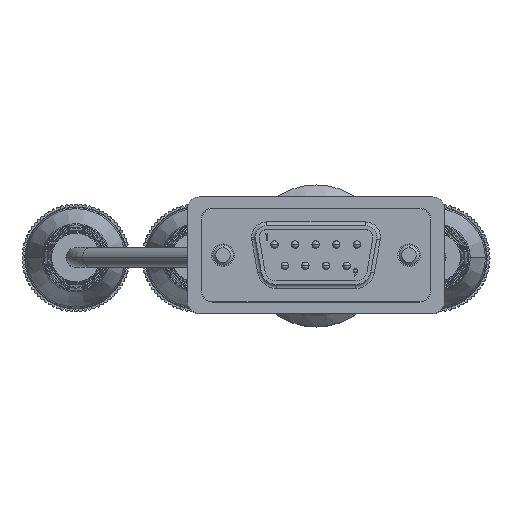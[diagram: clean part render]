
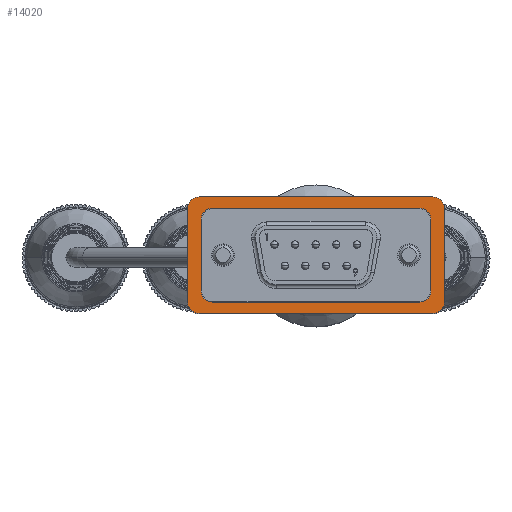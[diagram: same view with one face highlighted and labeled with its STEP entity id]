
A CAD part, top view. The second image highlights one B-rep face of the part: STEP entity #14020.
In plain terms, the highlighted face is planar.
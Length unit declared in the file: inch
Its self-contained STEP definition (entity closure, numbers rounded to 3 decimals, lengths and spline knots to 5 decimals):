
#2822 = DIRECTION ( 'NONE',  ( 1., 0., 0. ) ) ;
#13481 = VERTEX_POINT ( 'NONE', #35128 ) ;
#13483 = EDGE_CURVE ( 'NONE', #13481, #13498, #35127, .T. ) ;
#13498 = VERTEX_POINT ( 'NONE', #35157 ) ;
#13500 = EDGE_CURVE ( 'NONE', #13501, #13498, #35156, .T. ) ;
#13501 = VERTEX_POINT ( 'NONE', #35151 ) ;
#13546 = VERTEX_POINT ( 'NONE', #35258 ) ;
#13548 = EDGE_CURVE ( 'NONE', #13481, #13546, #35257, .T. ) ;
#13763 = VERTEX_POINT ( 'NONE', #35669 ) ;
#13779 = VERTEX_POINT ( 'NONE', #35704 ) ;
#13821 = EDGE_CURVE ( 'NONE', #13763, #13779, #35816, .T. ) ;
#13829 = EDGE_CURVE ( 'NONE', #13830, #13763, #35800, .T. ) ;
#13830 = VERTEX_POINT ( 'NONE', #35795 ) ;
#13836 = VERTEX_POINT ( 'NONE', #35848 ) ;
#13838 = EDGE_CURVE ( 'NONE', #13779, #13836, #35846, .T. ) ;
#13951 = EDGE_CURVE ( 'NONE', #13836, #13501, #36026, .T. ) ;
#14000 = EDGE_CURVE ( 'NONE', #14001, #14028, #36126, .T. ) ;
#14001 = VERTEX_POINT ( 'NONE', #36122 ) ;
#14002 = ORIENTED_EDGE ( 'NONE', *, *, #14003, .F. ) ;
#14003 = EDGE_CURVE ( 'NONE', #14004, #14001, #36121, .T. ) ;
#14004 = VERTEX_POINT ( 'NONE', #36116 ) ;
#14005 = ORIENTED_EDGE ( 'NONE', *, *, #14006, .F. ) ;
#14006 = EDGE_CURVE ( 'NONE', #14007, #14004, #36115, .T. ) ;
#14007 = VERTEX_POINT ( 'NONE', #36111 ) ;
#14008 = ORIENTED_EDGE ( 'NONE', *, *, #14009, .F. ) ;
#14009 = EDGE_CURVE ( 'NONE', #14010, #14007, #36110, .T. ) ;
#14010 = VERTEX_POINT ( 'NONE', #36172 ) ;
#14011 = ORIENTED_EDGE ( 'NONE', *, *, #14012, .F. ) ;
#14012 = EDGE_CURVE ( 'NONE', #14013, #14010, #36171, .T. ) ;
#14013 = VERTEX_POINT ( 'NONE', #36167 ) ;
#14014 = ORIENTED_EDGE ( 'NONE', *, *, #14071, .F. ) ;
#14020 = ADVANCED_FACE ( 'NONE', ( #36157, #36156 ), #36155, .F. ) ;
#14021 = EDGE_LOOP ( 'NONE', ( #14022, #14026, #14029, #14002, #14005, #14008, #14011, #14014 ) ) ;
#14022 = ORIENTED_EDGE ( 'NONE', *, *, #14023, .F. ) ;
#14023 = EDGE_CURVE ( 'NONE', #14024, #14025, #36150, .T. ) ;
#14024 = VERTEX_POINT ( 'NONE', #36146 ) ;
#14025 = VERTEX_POINT ( 'NONE', #36145 ) ;
#14026 = ORIENTED_EDGE ( 'NONE', *, *, #14027, .F. ) ;
#14027 = EDGE_CURVE ( 'NONE', #14028, #14024, #36142, .T. ) ;
#14028 = VERTEX_POINT ( 'NONE', #36205 ) ;
#14029 = ORIENTED_EDGE ( 'NONE', *, *, #14000, .F. ) ;
#14034 = EDGE_CURVE ( 'NONE', #13830, #13546, #36200, .T. ) ;
#14071 = EDGE_CURVE ( 'NONE', #14025, #14013, #36206, .T. ) ;
#14072 = EDGE_LOOP ( 'NONE', ( #14073, #14074, #14075, #14076, #14077, #14078, #14079, #14080 ) ) ;
#14073 = ORIENTED_EDGE ( 'NONE', *, *, #13483, .F. ) ;
#14074 = ORIENTED_EDGE ( 'NONE', *, *, #13548, .T. ) ;
#14075 = ORIENTED_EDGE ( 'NONE', *, *, #14034, .F. ) ;
#14076 = ORIENTED_EDGE ( 'NONE', *, *, #13829, .T. ) ;
#14077 = ORIENTED_EDGE ( 'NONE', *, *, #13821, .T. ) ;
#14078 = ORIENTED_EDGE ( 'NONE', *, *, #13838, .T. ) ;
#14079 = ORIENTED_EDGE ( 'NONE', *, *, #13951, .T. ) ;
#14080 = ORIENTED_EDGE ( 'NONE', *, *, #13500, .T. ) ;
#35124 = DIRECTION ( 'NONE',  ( 0., -1., 0. ) ) ;
#35125 = VECTOR ( 'NONE', #35124, 39.37008 ) ;
#35126 = CARTESIAN_POINT ( 'NONE',  ( -0.6785, 0.3085, -0.6975 ) ) ;
#35127 = LINE ( 'NONE', #35126, #35125 ) ;
#35128 = CARTESIAN_POINT ( 'NONE',  ( -0.6785, 0.2485, -0.6975 ) ) ;
#35151 = CARTESIAN_POINT ( 'NONE',  ( -0.6185, -0.3085, -0.6975 ) ) ;
#35152 = DIRECTION ( 'NONE',  ( 1., 0., 0. ) ) ;
#35153 = DIRECTION ( 'NONE',  ( 0., 0., -1. ) ) ;
#35154 = CARTESIAN_POINT ( 'NONE',  ( -0.6185, -0.2485, -0.6975 ) ) ;
#35155 = AXIS2_PLACEMENT_3D ( 'NONE', #35154, #35153, #35152 ) ;
#35156 = CIRCLE ( 'NONE', #35155, 0.06 ) ;
#35157 = CARTESIAN_POINT ( 'NONE',  ( -0.6785, -0.2485, -0.6975 ) ) ;
#35253 = DIRECTION ( 'NONE',  ( 1., 0., 0. ) ) ;
#35254 = DIRECTION ( 'NONE',  ( 0., 0., -1. ) ) ;
#35255 = CARTESIAN_POINT ( 'NONE',  ( -0.6185, 0.2485, -0.6975 ) ) ;
#35256 = AXIS2_PLACEMENT_3D ( 'NONE', #35255, #35254, #35253 ) ;
#35257 = CIRCLE ( 'NONE', #35256, 0.06 ) ;
#35258 = CARTESIAN_POINT ( 'NONE',  ( -0.6185, 0.3085, -0.6975 ) ) ;
#35625 = DIRECTION ( 'NONE',  ( 0., 0., -1. ) ) ;
#35669 = CARTESIAN_POINT ( 'NONE',  ( 0.6785, 0.2485, -0.6975 ) ) ;
#35704 = CARTESIAN_POINT ( 'NONE',  ( 0.6785, -0.2485, -0.6975 ) ) ;
#35795 = CARTESIAN_POINT ( 'NONE',  ( 0.6185, 0.3085, -0.6975 ) ) ;
#35796 = DIRECTION ( 'NONE',  ( 1., 0., 0. ) ) ;
#35797 = DIRECTION ( 'NONE',  ( 0., 0., -1. ) ) ;
#35798 = CARTESIAN_POINT ( 'NONE',  ( 0.6185, 0.2485, -0.6975 ) ) ;
#35799 = AXIS2_PLACEMENT_3D ( 'NONE', #35798, #35797, #35796 ) ;
#35800 = CIRCLE ( 'NONE', #35799, 0.06 ) ;
#35813 = DIRECTION ( 'NONE',  ( 0., -1., 0. ) ) ;
#35814 = VECTOR ( 'NONE', #35813, 39.37008 ) ;
#35815 = CARTESIAN_POINT ( 'NONE',  ( 0.6785, 0.3085, -0.6975 ) ) ;
#35816 = LINE ( 'NONE', #35815, #35814 ) ;
#35842 = DIRECTION ( 'NONE',  ( 1., 0., 0. ) ) ;
#35843 = DIRECTION ( 'NONE',  ( 0., 0., -1. ) ) ;
#35844 = CARTESIAN_POINT ( 'NONE',  ( 0.6185, -0.2485, -0.6975 ) ) ;
#35845 = AXIS2_PLACEMENT_3D ( 'NONE', #35844, #35843, #35842 ) ;
#35846 = CIRCLE ( 'NONE', #35845, 0.06 ) ;
#35848 = CARTESIAN_POINT ( 'NONE',  ( 0.6185, -0.3085, -0.6975 ) ) ;
#36023 = DIRECTION ( 'NONE',  ( -1., 0., 0. ) ) ;
#36024 = VECTOR ( 'NONE', #36023, 39.37008 ) ;
#36025 = CARTESIAN_POINT ( 'NONE',  ( -0.6785, -0.3085, -0.6975 ) ) ;
#36026 = LINE ( 'NONE', #36025, #36024 ) ;
#36106 = DIRECTION ( 'NONE',  ( 1., 0., 0. ) ) ;
#36107 = DIRECTION ( 'NONE',  ( 0., 0., -1. ) ) ;
#36108 = CARTESIAN_POINT ( 'NONE',  ( -0.5475, -0.188, -0.6975 ) ) ;
#36109 = AXIS2_PLACEMENT_3D ( 'NONE', #36108, #36107, #36106 ) ;
#36110 = CIRCLE ( 'NONE', #36109, 0.06 ) ;
#36111 = CARTESIAN_POINT ( 'NONE',  ( -0.6075, -0.188, -0.6975 ) ) ;
#36112 = DIRECTION ( 'NONE',  ( 0., 1., 0. ) ) ;
#36113 = VECTOR ( 'NONE', #36112, 39.37008 ) ;
#36114 = CARTESIAN_POINT ( 'NONE',  ( -0.6075, 0.188, -0.6975 ) ) ;
#36115 = LINE ( 'NONE', #36114, #36113 ) ;
#36116 = CARTESIAN_POINT ( 'NONE',  ( -0.6075, 0.188, -0.6975 ) ) ;
#36117 = DIRECTION ( 'NONE',  ( -1., 0., 0. ) ) ;
#36118 = DIRECTION ( 'NONE',  ( 0., 0., -1. ) ) ;
#36119 = CARTESIAN_POINT ( 'NONE',  ( -0.5475, 0.188, -0.6975 ) ) ;
#36120 = AXIS2_PLACEMENT_3D ( 'NONE', #36119, #36118, #36117 ) ;
#36121 = CIRCLE ( 'NONE', #36120, 0.06 ) ;
#36122 = CARTESIAN_POINT ( 'NONE',  ( -0.5475, 0.248, -0.6975 ) ) ;
#36123 = DIRECTION ( 'NONE',  ( 1., 0., 0. ) ) ;
#36124 = VECTOR ( 'NONE', #36123, 39.37008 ) ;
#36125 = CARTESIAN_POINT ( 'NONE',  ( 0.5475, 0.248, -0.6975 ) ) ;
#36126 = LINE ( 'NONE', #36125, #36124 ) ;
#36140 = CARTESIAN_POINT ( 'NONE',  ( 0.5475, 0.188, -0.6975 ) ) ;
#36141 = AXIS2_PLACEMENT_3D ( 'NONE', #36140, #35625, #2822 ) ;
#36142 = CIRCLE ( 'NONE', #36141, 0.06 ) ;
#36145 = CARTESIAN_POINT ( 'NONE',  ( 0.6075, -0.188, -0.6975 ) ) ;
#36146 = CARTESIAN_POINT ( 'NONE',  ( 0.6075, 0.188, -0.6975 ) ) ;
#36147 = DIRECTION ( 'NONE',  ( 0., -1., 0. ) ) ;
#36148 = VECTOR ( 'NONE', #36147, 39.37008 ) ;
#36149 = CARTESIAN_POINT ( 'NONE',  ( 0.6075, 0.188, -0.6975 ) ) ;
#36150 = LINE ( 'NONE', #36149, #36148 ) ;
#36151 = DIRECTION ( 'NONE',  ( 1., 0., 0. ) ) ;
#36152 = DIRECTION ( 'NONE',  ( 0., 0., 1. ) ) ;
#36153 = CARTESIAN_POINT ( 'NONE',  ( -0.6785, 0.3085, -0.6975 ) ) ;
#36154 = AXIS2_PLACEMENT_3D ( 'NONE', #36153, #36152, #36151 ) ;
#36155 = PLANE ( 'NONE',  #36154 ) ;
#36156 = FACE_OUTER_BOUND ( 'NONE', #14072, .T. ) ;
#36157 = FACE_BOUND ( 'NONE', #14021, .T. ) ;
#36167 = CARTESIAN_POINT ( 'NONE',  ( 0.5475, -0.248, -0.6975 ) ) ;
#36168 = DIRECTION ( 'NONE',  ( -1., 0., 0. ) ) ;
#36169 = VECTOR ( 'NONE', #36168, 39.37008 ) ;
#36170 = CARTESIAN_POINT ( 'NONE',  ( 0.5475, -0.248, -0.6975 ) ) ;
#36171 = LINE ( 'NONE', #36170, #36169 ) ;
#36172 = CARTESIAN_POINT ( 'NONE',  ( -0.5475, -0.248, -0.6975 ) ) ;
#36197 = DIRECTION ( 'NONE',  ( -1., 0., 0. ) ) ;
#36198 = VECTOR ( 'NONE', #36197, 39.37008 ) ;
#36199 = CARTESIAN_POINT ( 'NONE',  ( -0.6785, 0.3085, -0.6975 ) ) ;
#36200 = LINE ( 'NONE', #36199, #36198 ) ;
#36205 = CARTESIAN_POINT ( 'NONE',  ( 0.5475, 0.248, -0.6975 ) ) ;
#36206 = CIRCLE ( 'NONE', #36269, 0.06 ) ;
#36266 = DIRECTION ( 'NONE',  ( 1., 0., 0. ) ) ;
#36267 = DIRECTION ( 'NONE',  ( 0., 0., -1. ) ) ;
#36268 = CARTESIAN_POINT ( 'NONE',  ( 0.5475, -0.188, -0.6975 ) ) ;
#36269 = AXIS2_PLACEMENT_3D ( 'NONE', #36268, #36267, #36266 ) ;
